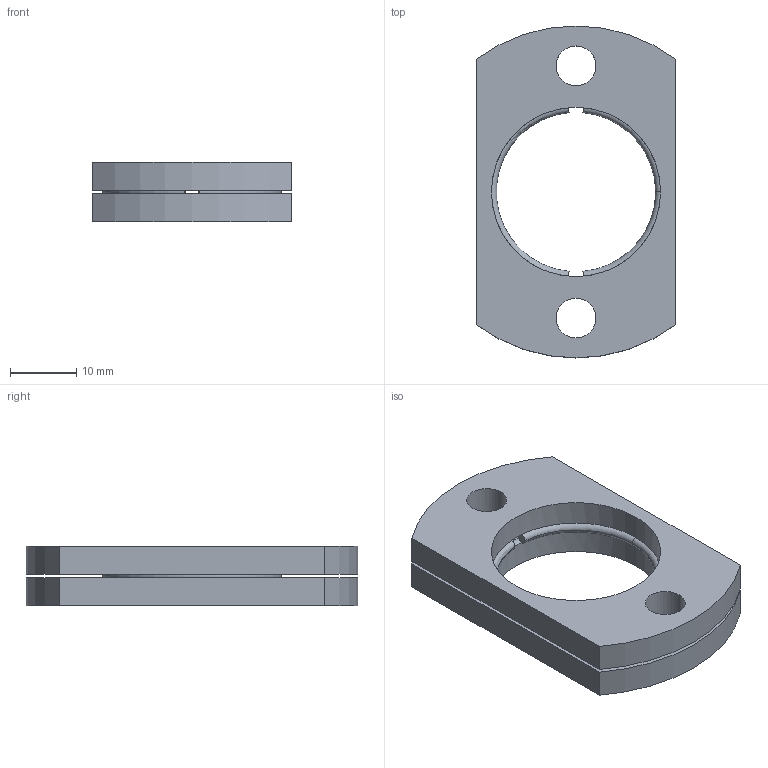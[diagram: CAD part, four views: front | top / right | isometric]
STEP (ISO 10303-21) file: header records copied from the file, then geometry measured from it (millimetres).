
FILE_DESCRIPTION (( 'STEP AP203' ), '1' );
FILE_NAME ('DF_025.step', '2018-12-22T23:06:56', ( '' ), ( '' ), 'SwSTEP 2.0', 'SolidWorks 2016', '' );
FILE_SCHEMA (( 'CONFIG_CONTROL_DESIGN' ));
Length unit declared in the file: millimetre
Products named in the file (1): DF_025
Bounding box: 30 x 50 x 9 mm (x, y, z)
Volume: 7207 mm3; surface area: 5608.2 mm2
Topology: 1 solids, 1 shells, 41 faces, 104 edges, 63 vertices
Faces by surface type: cylinder 16, torus 13, plane 12
Entity records: 1367 total; most frequent: DIRECTION 264, CARTESIAN_POINT 209, ORIENTED_EDGE 208, AXIS2_PLACEMENT_3D 118, EDGE_CURVE 104, CIRCLE 76, VERTEX_POINT 63, EDGE_LOOP 53
